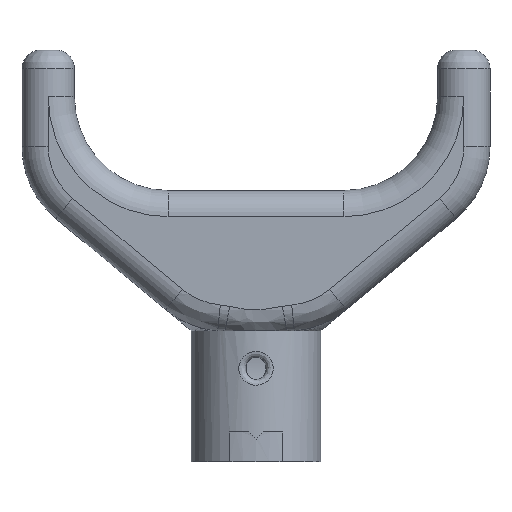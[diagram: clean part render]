
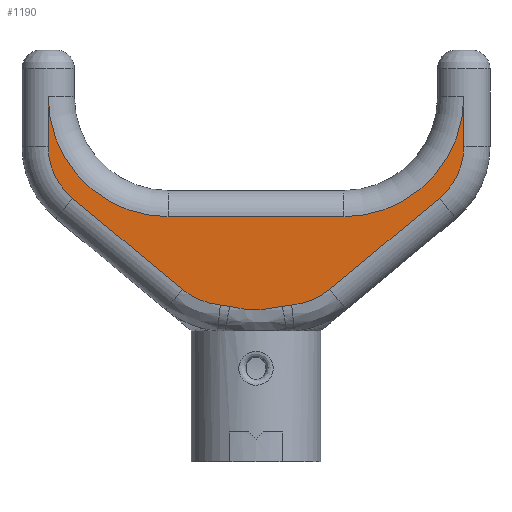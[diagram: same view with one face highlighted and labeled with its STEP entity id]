
A CAD part, left-side view. The second image highlights one B-rep face of the part: STEP entity #1190.
In plain terms, the highlighted planar face has unit normal (-1, 0, 0).
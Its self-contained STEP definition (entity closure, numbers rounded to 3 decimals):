
#51=B_SPLINE_CURVE_WITH_KNOTS('',3,(#1994,#1995,#1996,#1997),
 .UNSPECIFIED.,.F.,.F.,(4,4),(0.,0.221),.UNSPECIFIED.);
#52=B_SPLINE_CURVE_WITH_KNOTS('',3,(#1999,#2000,#2001,#2002),
 .UNSPECIFIED.,.F.,.F.,(4,4),(1.885,1.935),
 .UNSPECIFIED.);
#53=B_SPLINE_CURVE_WITH_KNOTS('',3,(#2004,#2005,#2006,#2007,#2008,#2009),
 .UNSPECIFIED.,.F.,.F.,(4,1,1,4),(1.649,1.731,1.812,
1.935),.UNSPECIFIED.);
#54=B_SPLINE_CURVE_WITH_KNOTS('',3,(#2011,#2012,#2013,#2014),
 .UNSPECIFIED.,.F.,.F.,(4,4),(1.885,1.935),
 .UNSPECIFIED.);
#55=B_SPLINE_CURVE_WITH_KNOTS('',3,(#2016,#2017,#2018,#2019),
 .UNSPECIFIED.,.F.,.F.,(4,4),(0.,0.221),.UNSPECIFIED.);
#85=PLANE('',#1314);
#129=FACE_OUTER_BOUND('',#206,.T.);
#206=EDGE_LOOP('',(#874,#875,#876,#877,#878,#879,#880,#881,#882,#883,#884,
#885,#886,#887));
#268=LINE('',#1838,#334);
#277=LINE('',#1905,#343);
#287=LINE('',#1983,#353);
#289=LINE('',#1992,#355);
#290=LINE('',#2021,#356);
#334=VECTOR('',#1443,10.);
#343=VECTOR('',#1482,10.);
#353=VECTOR('',#1538,10.);
#355=VECTOR('',#1550,10.);
#356=VECTOR('',#1551,10.);
#426=CIRCLE('',#1307,6.4);
#429=CIRCLE('',#1312,6.4);
#431=CIRCLE('',#1315,3.6);
#432=CIRCLE('',#1316,3.6);
#489=VERTEX_POINT('',#1835);
#490=VERTEX_POINT('',#1837);
#502=VERTEX_POINT('',#1902);
#503=VERTEX_POINT('',#1904);
#524=VERTEX_POINT('',#1975);
#526=VERTEX_POINT('',#1981);
#527=VERTEX_POINT('',#1989);
#528=VERTEX_POINT('',#1991);
#529=VERTEX_POINT('',#1993);
#530=VERTEX_POINT('',#1998);
#531=VERTEX_POINT('',#2003);
#532=VERTEX_POINT('',#2010);
#533=VERTEX_POINT('',#2015);
#534=VERTEX_POINT('',#2020);
#605=EDGE_CURVE('',#489,#490,#268,.T.);
#624=EDGE_CURVE('',#502,#503,#277,.T.);
#651=EDGE_CURVE('',#524,#502,#426,.T.);
#654=EDGE_CURVE('',#526,#524,#287,.T.);
#656=EDGE_CURVE('',#490,#526,#429,.T.);
#658=EDGE_CURVE('',#527,#489,#431,.T.);
#659=EDGE_CURVE('',#528,#527,#289,.T.);
#660=EDGE_CURVE('',#529,#528,#51,.T.);
#661=EDGE_CURVE('',#530,#529,#52,.T.);
#662=EDGE_CURVE('',#531,#530,#53,.T.);
#663=EDGE_CURVE('',#532,#531,#54,.T.);
#664=EDGE_CURVE('',#533,#532,#55,.T.);
#665=EDGE_CURVE('',#534,#533,#290,.T.);
#666=EDGE_CURVE('',#503,#534,#432,.T.);
#874=ORIENTED_EDGE('',*,*,#651,.F.);
#875=ORIENTED_EDGE('',*,*,#654,.F.);
#876=ORIENTED_EDGE('',*,*,#656,.F.);
#877=ORIENTED_EDGE('',*,*,#605,.F.);
#878=ORIENTED_EDGE('',*,*,#658,.F.);
#879=ORIENTED_EDGE('',*,*,#659,.F.);
#880=ORIENTED_EDGE('',*,*,#660,.F.);
#881=ORIENTED_EDGE('',*,*,#661,.F.);
#882=ORIENTED_EDGE('',*,*,#662,.F.);
#883=ORIENTED_EDGE('',*,*,#663,.F.);
#884=ORIENTED_EDGE('',*,*,#664,.F.);
#885=ORIENTED_EDGE('',*,*,#665,.F.);
#886=ORIENTED_EDGE('',*,*,#666,.F.);
#887=ORIENTED_EDGE('',*,*,#624,.F.);
#1190=ADVANCED_FACE('',(#129),#85,.T.);
#1307=AXIS2_PLACEMENT_3D('',#1977,#1530,#1531);
#1312=AXIS2_PLACEMENT_3D('',#1986,#1542,#1543);
#1314=AXIS2_PLACEMENT_3D('',#1988,#1546,#1547);
#1315=AXIS2_PLACEMENT_3D('',#1990,#1548,#1549);
#1316=AXIS2_PLACEMENT_3D('',#2022,#1552,#1553);
#1443=DIRECTION('',(0.,0.,1.));
#1482=DIRECTION('',(0.,0.,-1.));
#1530=DIRECTION('center_axis',(-1.,0.,0.));
#1531=DIRECTION('ref_axis',(0.,-0.707,-0.707));
#1538=DIRECTION('',(0.,-1.,0.));
#1542=DIRECTION('center_axis',(-1.,0.,0.));
#1543=DIRECTION('ref_axis',(0.,0.707,-0.707));
#1546=DIRECTION('center_axis',(-1.,0.,0.));
#1547=DIRECTION('ref_axis',(0.,0.,1.));
#1548=DIRECTION('center_axis',(1.,0.,0.));
#1549=DIRECTION('ref_axis',(0.,0.905,-0.425));
#1550=DIRECTION('',(0.,0.77,0.638));
#1551=DIRECTION('',(0.,0.77,-0.638));
#1552=DIRECTION('center_axis',(1.,0.,0.));
#1553=DIRECTION('ref_axis',(0.,-0.905,-0.425));
#1835=CARTESIAN_POINT('',(-4.,11.1,16.85));
#1837=CARTESIAN_POINT('',(-4.,11.1,19.5));
#1838=CARTESIAN_POINT('',(-4.,11.1,12.625));
#1902=CARTESIAN_POINT('',(-4.,-11.1,19.5));
#1904=CARTESIAN_POINT('',(-4.,-11.1,16.85));
#1905=CARTESIAN_POINT('',(-4.,-11.1,12.625));
#1975=CARTESIAN_POINT('',(-4.,-4.7,13.1));
#1977=CARTESIAN_POINT('Origin',(-4.,-4.7,19.5));
#1981=CARTESIAN_POINT('',(-4.,4.7,13.1));
#1983=CARTESIAN_POINT('',(-4.,6.25,13.1));
#1986=CARTESIAN_POINT('Origin',(-4.,4.7,19.5));
#1988=CARTESIAN_POINT('Origin',(-4.,0.,10.75));
#1989=CARTESIAN_POINT('',(-4.,9.797,14.078));
#1990=CARTESIAN_POINT('Origin',(-4.,7.5,16.85));
#1991=CARTESIAN_POINT('',(-4.,3.927,9.214));
#1992=CARTESIAN_POINT('',(-4.,2.455,7.994));
#1993=CARTESIAN_POINT('',(-4.,1.91,8.382));
#1994=CARTESIAN_POINT('Ctrl Pts',(-4.,1.91,8.382));
#1995=CARTESIAN_POINT('Ctrl Pts',(-4.,2.645,8.452));
#1996=CARTESIAN_POINT('Ctrl Pts',(-4.,3.359,8.743));
#1997=CARTESIAN_POINT('Ctrl Pts',(-4.,3.927,9.214));
#1998=CARTESIAN_POINT('',(-4.,1.413,8.311));
#1999=CARTESIAN_POINT('Ctrl Pts',(-4.,1.413,8.311));
#2000=CARTESIAN_POINT('Ctrl Pts',(-4.,1.578,8.341));
#2001=CARTESIAN_POINT('Ctrl Pts',(-4.,1.744,8.366));
#2002=CARTESIAN_POINT('Ctrl Pts',(-4.,1.91,8.382));
#2003=CARTESIAN_POINT('',(-4.,-1.413,8.311));
#2004=CARTESIAN_POINT('Ctrl Pts',(-4.,-1.413,8.311));
#2005=CARTESIAN_POINT('Ctrl Pts',(-4.,-1.145,8.263));
#2006=CARTESIAN_POINT('Ctrl Pts',(-4.,-0.617,8.14));
#2007=CARTESIAN_POINT('Ctrl Pts',(-4.,0.345,8.073));
#2008=CARTESIAN_POINT('Ctrl Pts',(-4.,1.012,8.239));
#2009=CARTESIAN_POINT('Ctrl Pts',(-4.,1.413,8.311));
#2010=CARTESIAN_POINT('',(-4.,-1.91,8.382));
#2011=CARTESIAN_POINT('Ctrl Pts',(-4.,-1.91,8.382));
#2012=CARTESIAN_POINT('Ctrl Pts',(-4.,-1.744,8.366));
#2013=CARTESIAN_POINT('Ctrl Pts',(-4.,-1.578,8.341));
#2014=CARTESIAN_POINT('Ctrl Pts',(-4.,-1.413,8.311));
#2015=CARTESIAN_POINT('',(-4.,-3.927,9.214));
#2016=CARTESIAN_POINT('Ctrl Pts',(-4.,-3.927,9.214));
#2017=CARTESIAN_POINT('Ctrl Pts',(-4.,-3.359,8.743));
#2018=CARTESIAN_POINT('Ctrl Pts',(-4.,-2.645,8.452));
#2019=CARTESIAN_POINT('Ctrl Pts',(-4.,-1.91,8.382));
#2020=CARTESIAN_POINT('',(-4.,-9.797,14.078));
#2021=CARTESIAN_POINT('',(-4.,-6.98,11.744));
#2022=CARTESIAN_POINT('Origin',(-4.,-7.5,16.85));
